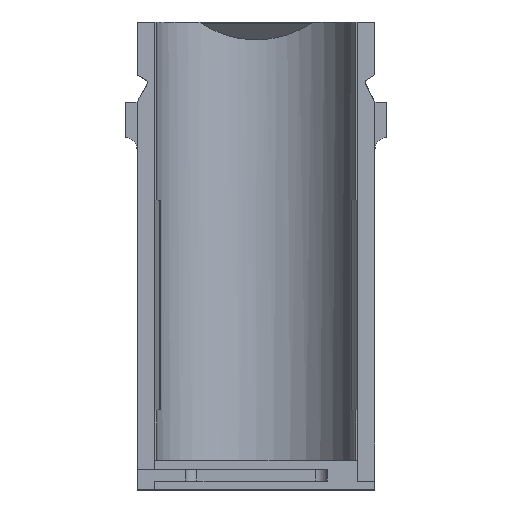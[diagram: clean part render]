
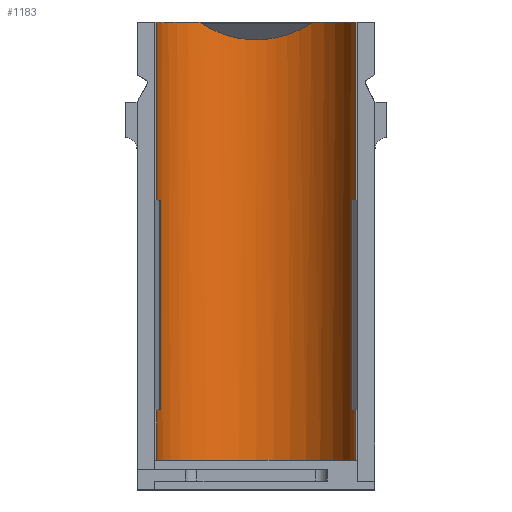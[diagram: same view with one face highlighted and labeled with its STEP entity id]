
A CAD part, left-side view. The second image highlights one B-rep face of the part: STEP entity #1183.
In plain terms, the highlighted cylindrical face has radius 8.4 mm (diameter 16.8 mm), a partial arc.
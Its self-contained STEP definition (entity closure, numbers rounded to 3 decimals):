
#15=ELLIPSE('',#1269,11.879,8.4);
#16=ELLIPSE('',#1270,11.879,8.4);
#23=CYLINDRICAL_SURFACE('',#1265,8.4);
#38=CIRCLE('',#1262,8.4);
#39=CIRCLE('',#1266,8.4);
#40=CIRCLE('',#1267,8.4);
#41=CIRCLE('',#1268,8.4);
#42=CIRCLE('',#1271,8.4);
#43=CIRCLE('',#1272,8.4);
#44=CIRCLE('',#1273,8.4);
#169=LINE('',#2443,#306);
#171=LINE('',#2447,#308);
#172=LINE('',#2451,#309);
#173=LINE('',#2455,#310);
#174=LINE('',#2459,#311);
#175=LINE('',#2463,#312);
#176=LINE('',#2467,#313);
#177=LINE('',#2471,#314);
#178=LINE('',#2475,#315);
#306=VECTOR('',#1449,10.);
#308=VECTOR('',#1453,10.);
#309=VECTOR('',#1456,10.);
#310=VECTOR('',#1459,10.);
#311=VECTOR('',#1462,10.);
#312=VECTOR('',#1465,10.);
#313=VECTOR('',#1468,10.);
#314=VECTOR('',#1471,10.);
#315=VECTOR('',#1474,10.);
#400=FACE_OUTER_BOUND('',#462,.T.);
#462=EDGE_LOOP('',(#939,#940,#941,#942,#943,#944,#945,#946,#947,#948,#949,
#950,#951,#952,#953,#954,#955,#956));
#571=VERTEX_POINT('',#2414);
#572=VERTEX_POINT('',#2415);
#583=VERTEX_POINT('',#2442);
#584=VERTEX_POINT('',#2446);
#585=VERTEX_POINT('',#2448);
#586=VERTEX_POINT('',#2450);
#587=VERTEX_POINT('',#2452);
#588=VERTEX_POINT('',#2454);
#589=VERTEX_POINT('',#2456);
#590=VERTEX_POINT('',#2458);
#591=VERTEX_POINT('',#2460);
#592=VERTEX_POINT('',#2462);
#593=VERTEX_POINT('',#2464);
#594=VERTEX_POINT('',#2466);
#595=VERTEX_POINT('',#2468);
#596=VERTEX_POINT('',#2470);
#597=VERTEX_POINT('',#2472);
#598=VERTEX_POINT('',#2474);
#707=EDGE_CURVE('',#571,#572,#38,.T.);
#721=EDGE_CURVE('',#583,#571,#169,.T.);
#723=EDGE_CURVE('',#584,#572,#171,.T.);
#724=EDGE_CURVE('',#584,#585,#39,.F.);
#725=EDGE_CURVE('',#586,#585,#172,.T.);
#726=EDGE_CURVE('',#587,#586,#40,.T.);
#727=EDGE_CURVE('',#588,#587,#173,.T.);
#728=EDGE_CURVE('',#589,#588,#41,.T.);
#729=EDGE_CURVE('',#589,#590,#174,.T.);
#730=EDGE_CURVE('',#591,#590,#15,.F.);
#731=EDGE_CURVE('',#592,#591,#175,.T.);
#732=EDGE_CURVE('',#593,#592,#16,.F.);
#733=EDGE_CURVE('',#593,#594,#176,.T.);
#734=EDGE_CURVE('',#595,#594,#42,.T.);
#735=EDGE_CURVE('',#595,#596,#177,.T.);
#736=EDGE_CURVE('',#597,#596,#43,.T.);
#737=EDGE_CURVE('',#598,#597,#178,.T.);
#738=EDGE_CURVE('',#598,#583,#44,.F.);
#939=ORIENTED_EDGE('',*,*,#707,.T.);
#940=ORIENTED_EDGE('',*,*,#723,.F.);
#941=ORIENTED_EDGE('',*,*,#724,.T.);
#942=ORIENTED_EDGE('',*,*,#725,.F.);
#943=ORIENTED_EDGE('',*,*,#726,.F.);
#944=ORIENTED_EDGE('',*,*,#727,.F.);
#945=ORIENTED_EDGE('',*,*,#728,.F.);
#946=ORIENTED_EDGE('',*,*,#729,.T.);
#947=ORIENTED_EDGE('',*,*,#730,.F.);
#948=ORIENTED_EDGE('',*,*,#731,.F.);
#949=ORIENTED_EDGE('',*,*,#732,.F.);
#950=ORIENTED_EDGE('',*,*,#733,.T.);
#951=ORIENTED_EDGE('',*,*,#734,.F.);
#952=ORIENTED_EDGE('',*,*,#735,.T.);
#953=ORIENTED_EDGE('',*,*,#736,.F.);
#954=ORIENTED_EDGE('',*,*,#737,.F.);
#955=ORIENTED_EDGE('',*,*,#738,.T.);
#956=ORIENTED_EDGE('',*,*,#721,.T.);
#1183=ADVANCED_FACE('',(#400),#23,.F.);
#1262=AXIS2_PLACEMENT_3D('',#2416,#1430,#1431);
#1265=AXIS2_PLACEMENT_3D('',#2445,#1451,#1452);
#1266=AXIS2_PLACEMENT_3D('',#2449,#1454,#1455);
#1267=AXIS2_PLACEMENT_3D('',#2453,#1457,#1458);
#1268=AXIS2_PLACEMENT_3D('',#2457,#1460,#1461);
#1269=AXIS2_PLACEMENT_3D('',#2461,#1463,#1464);
#1270=AXIS2_PLACEMENT_3D('',#2465,#1466,#1467);
#1271=AXIS2_PLACEMENT_3D('',#2469,#1469,#1470);
#1272=AXIS2_PLACEMENT_3D('',#2473,#1472,#1473);
#1273=AXIS2_PLACEMENT_3D('',#2476,#1475,#1476);
#1430=DIRECTION('center_axis',(0.,0.,
-1.));
#1431=DIRECTION('ref_axis',(1.,0.,0.));
#1449=DIRECTION('',(0.,0.,-1.));
#1451=DIRECTION('center_axis',(0.,0.,-1.));
#1452=DIRECTION('ref_axis',(1.,0.,0.));
#1453=DIRECTION('',(0.,0.,-1.));
#1454=DIRECTION('center_axis',(0.,0.,
1.));
#1455=DIRECTION('ref_axis',(1.,0.,0.));
#1456=DIRECTION('',(0.,0.,-1.));
#1457=DIRECTION('center_axis',(0.,0.,-1.));
#1458=DIRECTION('ref_axis',(1.,0.,0.));
#1459=DIRECTION('',(0.,0.,-1.));
#1460=DIRECTION('center_axis',(0.,0.,-1.));
#1461=DIRECTION('ref_axis',(1.,0.,0.));
#1462=DIRECTION('',(0.,0.,-1.));
#1463=DIRECTION('center_axis',(0.707,0.,0.707));
#1464=DIRECTION('ref_axis',(0.707,0.,-0.707));
#1465=DIRECTION('',(0.,-1.,0.));
#1466=DIRECTION('center_axis',(0.707,0.,0.707));
#1467=DIRECTION('ref_axis',(0.707,0.,-0.707));
#1468=DIRECTION('',(0.,0.,1.));
#1469=DIRECTION('center_axis',(0.,0.,-1.));
#1470=DIRECTION('ref_axis',(1.,0.,0.));
#1471=DIRECTION('',(0.,0.,-1.));
#1472=DIRECTION('center_axis',(0.,0.,-1.));
#1473=DIRECTION('ref_axis',(1.,0.,0.));
#1474=DIRECTION('',(0.,0.,1.));
#1475=DIRECTION('center_axis',(0.,0.,
1.));
#1476=DIRECTION('ref_axis',(1.,0.,0.));
#2414=CARTESIAN_POINT('',(-14.314,8.398,-38.432));
#2415=CARTESIAN_POINT('',(-14.314,-8.402,-38.432));
#2416=CARTESIAN_POINT('Origin',(-14.314,-0.002,
-38.432));
#2442=CARTESIAN_POINT('',(-14.314,8.398,-34.182));
#2443=CARTESIAN_POINT('',(-14.314,8.398,-1.5));
#2445=CARTESIAN_POINT('Origin',(-14.314,-0.002,
-1.5));
#2446=CARTESIAN_POINT('',(-14.314,-8.402,-34.182));
#2447=CARTESIAN_POINT('',(-14.314,-8.402,-1.5));
#2448=CARTESIAN_POINT('',(-16.073,-8.216,-34.182));
#2449=CARTESIAN_POINT('Origin',(-14.314,-0.002,
-34.182));
#2450=CARTESIAN_POINT('',(-16.073,-8.216,-16.5));
#2451=CARTESIAN_POINT('',(-16.073,-8.216,-1.5));
#2452=CARTESIAN_POINT('',(-14.314,-8.402,-16.5));
#2453=CARTESIAN_POINT('Origin',(-14.314,-0.002,
-16.5));
#2454=CARTESIAN_POINT('',(-14.314,-8.402,-1.5));
#2455=CARTESIAN_POINT('',(-14.314,-8.402,-1.5));
#2456=CARTESIAN_POINT('',(-7.314,-4.645,-1.5));
#2457=CARTESIAN_POINT('Origin',(-14.314,-0.002,
-1.5));
#2458=CARTESIAN_POINT('',(-7.314,-4.645,-1.6));
#2459=CARTESIAN_POINT('',(-7.314,-4.645,-1.5));
#2460=CARTESIAN_POINT('',(-5.914,-0.034,-3.));
#2461=CARTESIAN_POINT('Origin',(-14.314,-0.002,
5.4));
#2462=CARTESIAN_POINT('',(-5.914,0.03,-3.));
#2463=CARTESIAN_POINT('',(-5.914,-4.994,-3.));
#2464=CARTESIAN_POINT('',(-7.314,4.641,-1.6));
#2465=CARTESIAN_POINT('Origin',(-14.314,-0.002,
5.4));
#2466=CARTESIAN_POINT('',(-7.314,4.641,-1.5));
#2467=CARTESIAN_POINT('',(-7.314,4.641,-1.5));
#2468=CARTESIAN_POINT('',(-14.314,8.398,-1.5));
#2469=CARTESIAN_POINT('Origin',(-14.314,-0.002,
-1.5));
#2470=CARTESIAN_POINT('',(-14.314,8.398,-16.5));
#2471=CARTESIAN_POINT('',(-14.314,8.398,-1.5));
#2472=CARTESIAN_POINT('',(-16.046,8.217,-16.5));
#2473=CARTESIAN_POINT('Origin',(-14.314,-0.002,
-16.5));
#2474=CARTESIAN_POINT('',(-16.046,8.217,-34.182));
#2475=CARTESIAN_POINT('',(-16.046,8.217,-1.5));
#2476=CARTESIAN_POINT('Origin',(-14.314,-0.002,
-34.182));
